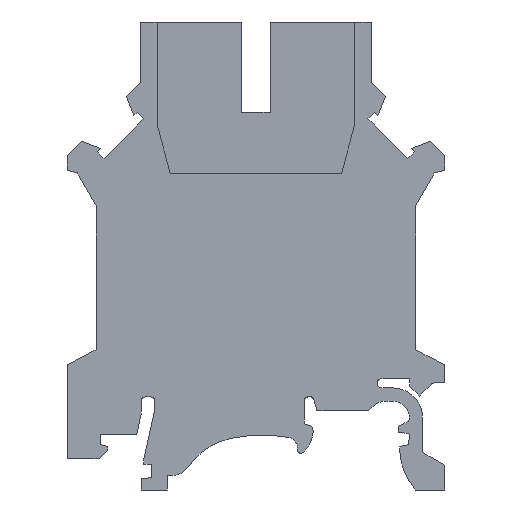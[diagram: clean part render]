
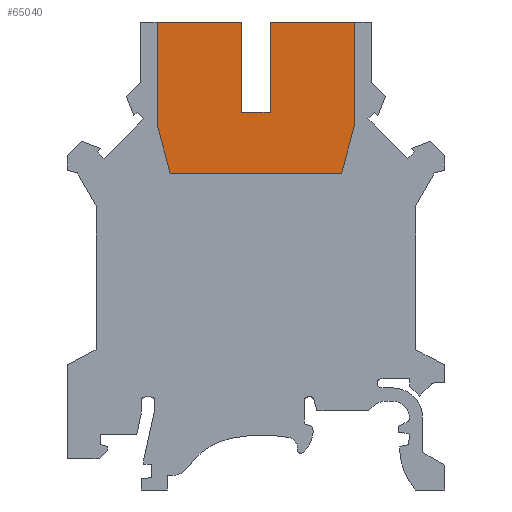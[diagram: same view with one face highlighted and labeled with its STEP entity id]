
A CAD part, left-side view. The second image highlights one B-rep face of the part: STEP entity #65040.
In plain terms, the highlighted face is planar.
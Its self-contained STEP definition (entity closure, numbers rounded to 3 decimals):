
#4340=CARTESIAN_POINT('',(-1.6,31.05,0.6));
#4350=VERTEX_POINT('',#4340);
#4400=CARTESIAN_POINT('',(0.,31.05,0.6));
#4410=DIRECTION('',(-1.,0.,0.));
#4420=VECTOR('',#4410,1.);
#4430=LINE('',#4400,#4420);
#4440=CARTESIAN_POINT('',(1.6,31.05,0.6));
#4450=VERTEX_POINT('',#4440);
#4460=EDGE_CURVE('',#4450,#4350,#4430,.T.);
#16980=CARTESIAN_POINT('',(-9.651,24.15,0.6));
#16990=VERTEX_POINT('',#16980);
#17020=CARTESIAN_POINT('',(51.48,-203.997,
0.6));
#17030=DIRECTION('',(0.259,-0.966,0.));
#17040=VECTOR('',#17030,1.);
#17050=LINE('',#17020,#17040);
#17060=CARTESIAN_POINT('',(-11.125,29.65,0.6));
#17070=VERTEX_POINT('',#17060);
#17080=EDGE_CURVE('',#17070,#16990,#17050,.T.);
#19970=CARTESIAN_POINT('',(1.6,41.2,0.6));
#19980=VERTEX_POINT('',#19970);
#20010=CARTESIAN_POINT('',(0.,41.2,0.6));
#20020=DIRECTION('',(-1.,0.,0.));
#20030=VECTOR('',#20020,1.);
#20040=LINE('',#20010,#20030);
#20050=CARTESIAN_POINT('',(11.125,41.2,0.6));
#20060=VERTEX_POINT('',#20050);
#20070=EDGE_CURVE('',#20060,#19980,#20040,.T.);
#21830=CARTESIAN_POINT('',(-1.6,0.,0.6));
#21840=DIRECTION('',(0.,1.,0.));
#21850=VECTOR('',#21840,1.);
#21860=LINE('',#21830,#21850);
#21870=CARTESIAN_POINT('',(-1.6,41.2,0.6));
#21880=VERTEX_POINT('',#21870);
#21890=EDGE_CURVE('',#4350,#21880,#21860,.T.);
#27540=CARTESIAN_POINT('',(-11.125,41.2,0.6));
#27550=VERTEX_POINT('',#27540);
#27580=CARTESIAN_POINT('',(0.,41.2,0.6));
#27590=DIRECTION('',(-1.,0.,0.));
#27600=VECTOR('',#27590,1.);
#27610=LINE('',#27580,#27600);
#27620=EDGE_CURVE('',#21880,#27550,#27610,.T.);
#35270=CARTESIAN_POINT('',(1.6,0.,0.6));
#35280=DIRECTION('',(0.,-1.,0.));
#35290=VECTOR('',#35280,1.);
#35300=LINE('',#35270,#35290);
#35310=EDGE_CURVE('',#19980,#4450,#35300,.T.);
#64500=CARTESIAN_POINT('',(-11.125,44.,0.6));
#64510=DIRECTION('',(0.,-1.,0.));
#64520=VECTOR('',#64510,1.);
#64530=LINE('',#64500,#64520);
#64540=EDGE_CURVE('',#27550,#17070,#64530,.T.);
#64680=CARTESIAN_POINT('',(0.,12.4,0.6))
;
#64690=DIRECTION('',(0.,0.,-1.));
#64700=DIRECTION('',(-1.,0.,0.));
#64710=AXIS2_PLACEMENT_3D('',#64680,#64690,#64700);
#64720=PLANE('',#64710);
#64730=ORIENTED_EDGE('',*,*,#20070,.F.);
#64740=ORIENTED_EDGE('',*,*,#35310,.F.);
#64750=ORIENTED_EDGE('',*,*,#4460,.F.);
#64760=ORIENTED_EDGE('',*,*,#21890,.F.);
#64770=ORIENTED_EDGE('',*,*,#27620,.F.);
#64780=ORIENTED_EDGE('',*,*,#64540,.F.);
#64790=ORIENTED_EDGE('',*,*,#17080,.F.);
#64800=CARTESIAN_POINT('',(-9.651,24.15,0.6));
#64810=DIRECTION('',(1.,0.,0.));
#64820=VECTOR('',#64810,1.);
#64830=LINE('',#64800,#64820);
#64840=CARTESIAN_POINT('',(9.651,24.15,0.6));
#64850=VERTEX_POINT('',#64840);
#64860=EDGE_CURVE('',#16990,#64850,#64830,.T.);
#64870=ORIENTED_EDGE('',*,*,#64860,.F.);
#64880=CARTESIAN_POINT('',(9.651,24.15,0.6));
#64890=DIRECTION('',(0.259,0.966,0.));
#64900=VECTOR('',#64890,1.);
#64910=LINE('',#64880,#64900);
#64920=CARTESIAN_POINT('',(11.125,29.65,0.6));
#64930=VERTEX_POINT('',#64920);
#64940=EDGE_CURVE('',#64850,#64930,#64910,.T.);
#64950=ORIENTED_EDGE('',*,*,#64940,.F.);
#64960=CARTESIAN_POINT('',(11.125,41.1,0.6));
#64970=DIRECTION('',(0.,-1.,0.));
#64980=VECTOR('',#64970,1.);
#64990=LINE('',#64960,#64980);
#65000=EDGE_CURVE('',#20060,#64930,#64990,.T.);
#65010=ORIENTED_EDGE('',*,*,#65000,.T.);
#65020=EDGE_LOOP('',(#65010,#64950,#64870,#64790,#64780,#64770,#64760,
#64750,#64740,#64730));
#65030=FACE_OUTER_BOUND('',#65020,.T.);
#65040=ADVANCED_FACE('',(#65030),#64720,.T.);
